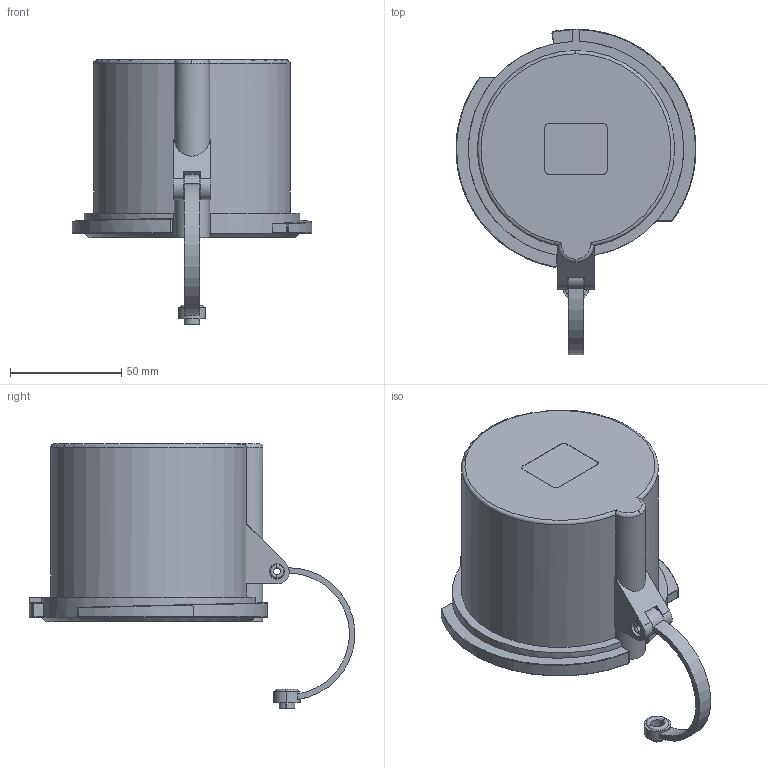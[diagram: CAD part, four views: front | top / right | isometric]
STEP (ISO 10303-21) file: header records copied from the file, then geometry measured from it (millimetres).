
FILE_DESCRIPTION (( 'STEP AP203' ), '1' );
FILE_NAME ('CC510.step', '2022-09-08T14:33:08', ( '' ), ( '' ), 'SwSTEP 2.0', 'SolidWorks 2021', '' );
FILE_SCHEMA (( 'CONFIG_CONTROL_DESIGN' ));
Length unit declared in the file: inch
Products named in the file (1): CC510
Bounding box: 107.98 x 146.51 x 118.97 mm (x, y, z)
Volume: 116544.7 mm3; surface area: 64400.8 mm2
Topology: 1 solids, 1 shells, 149 faces, 384 edges, 247 vertices
Faces by surface type: cylinder 76, plane 41, torus 23, bspline 7, cone 2
Entity records: 5115 total; most frequent: CARTESIAN_POINT 1389, DIRECTION 784, ORIENTED_EDGE 768, EDGE_CURVE 384, AXIS2_PLACEMENT_3D 320, VERTEX_POINT 247, CIRCLE 177, EDGE_LOOP 165
